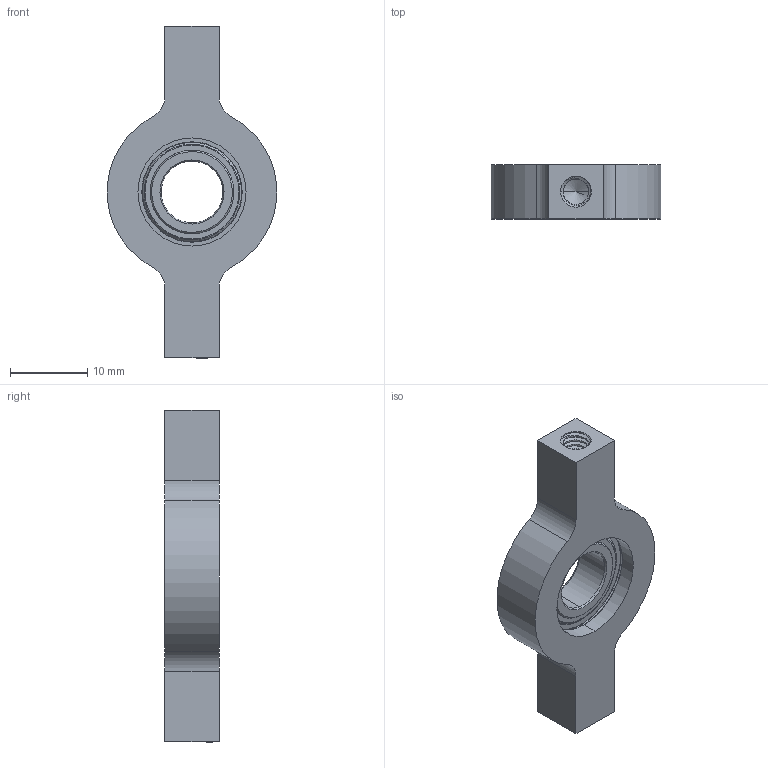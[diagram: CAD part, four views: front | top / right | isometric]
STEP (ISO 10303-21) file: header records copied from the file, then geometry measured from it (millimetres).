
FILE_DESCRIPTION (( 'STEP AP203' ), '1' );
FILE_NAME ('1606-0043-0008 Assembly.STEP', '2018-01-18T20:57:37', ( '' ), ( '' ), 'SwSTEP 2.0', 'SolidWorks 2016', '' );
FILE_SCHEMA (( 'CONFIG_CONTROL_DESIGN' ));
Length unit declared in the file: inch
Products named in the file (3): 1600-0516-0008; 1606-0043-0008 Assembly; 1606-0043-0008
Assembly tree (2 placements, depth 2):
  1606-0043-0008 Assembly
    1606-0043-0008
    1600-0516-0008
Bounding box: 21.92 x 7 x 43 mm (x, y, z)
Volume: 2933 mm3; surface area: 3008.7 mm2
Topology: 4 solids, 4 shells, 186 faces, 457 edges, 288 vertices
Faces by surface type: cylinder 101, cone 34, plane 27, torus 20, bspline 4
Entity records: 10838 total; most frequent: CARTESIAN_POINT 6478, ORIENTED_EDGE 906, DIRECTION 829, EDGE_CURVE 453, AXIS2_PLACEMENT_3D 340, VERTEX_POINT 288, EDGE_LOOP 203, FACE_OUTER_BOUND 186
